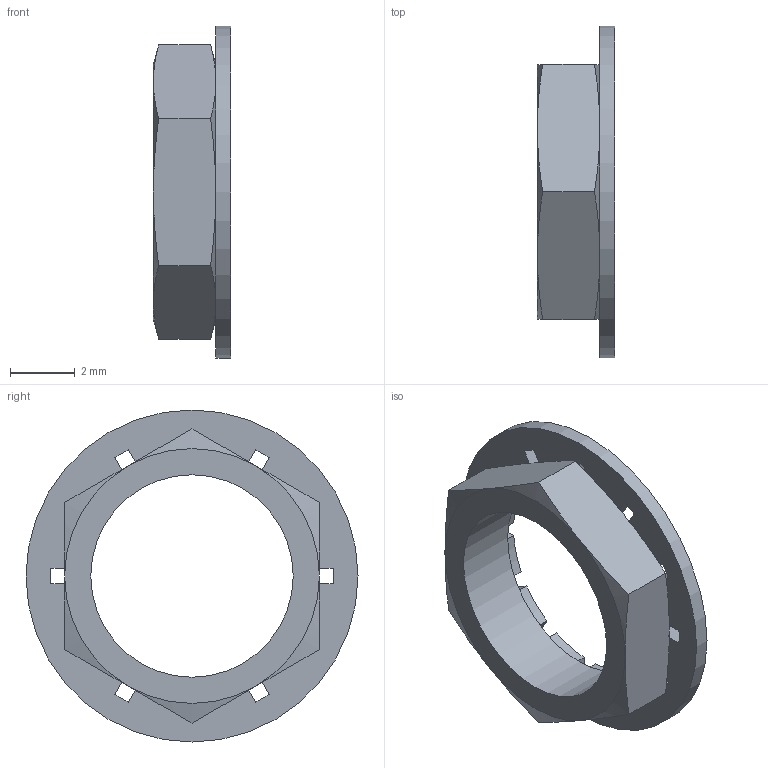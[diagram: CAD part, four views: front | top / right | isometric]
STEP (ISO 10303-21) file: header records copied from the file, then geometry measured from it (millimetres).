
FILE_DESCRIPTION(/* description */ (''),/* implementation_level */ '2;1');
FILE_NAME(/* name */ 'MOLEX_73251-2121_Part2.stp',/* time_stamp */ '2016-11-01T11:48:02+01:00',/* author */ ('jchouvet'),/* organization */ ('SolidWorks'),/* preprocessor_version */ 'ST-DEVELOPER v16.1',/* originating_system */ 'AutoCAD Mechanical',/* authorisation */ ' ');
FILE_SCHEMA (('AUTOMOTIVE_DESIGN { 1 0 10303 214 3 1 1 }'));
Length unit declared in the file: millimetre
Products named in the file (1): Product
Bounding box: 2.39 x 10.26 x 10.26 mm (x, y, z)
Volume: 62.9 mm3; surface area: 253.3 mm2
Topology: 2 solids, 2 shells, 72 faces, 193 edges, 125 vertices
Faces by surface type: plane 34, cylinder 26, cone 12
Full cylindrical faces by diameter (mm): 6.257 x1, 10.262 x1
Entity records: 2729 total; most frequent: CARTESIAN_POINT 891, ORIENTED_EDGE 380, DIRECTION 376, EDGE_CURVE 190, AXIS2_PLACEMENT_3D 137, VERTEX_POINT 124, LINE 102, VECTOR 102
